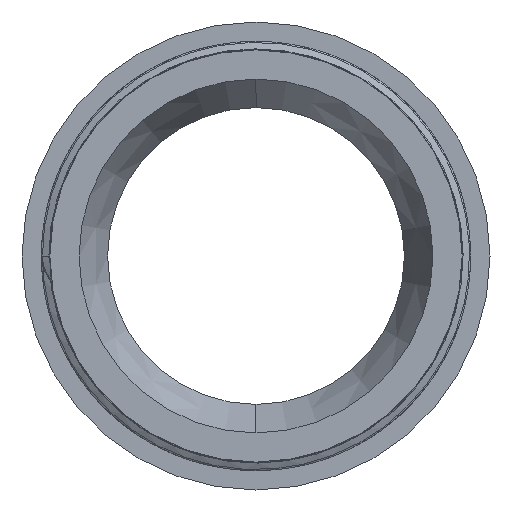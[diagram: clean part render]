
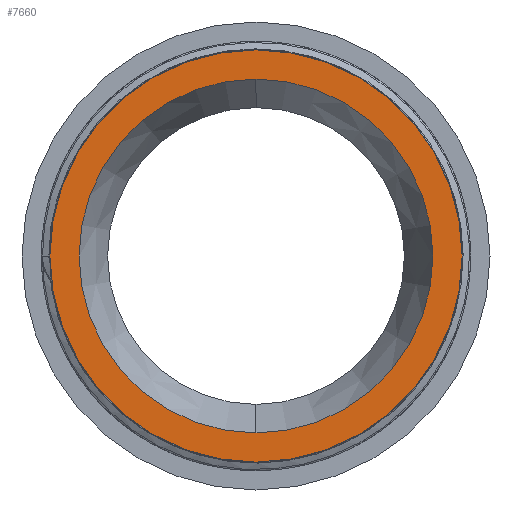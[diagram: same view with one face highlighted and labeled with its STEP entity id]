
A CAD part, left-side view. The second image highlights one B-rep face of the part: STEP entity #7660.
In plain terms, the highlighted planar face has unit normal (-1, 0, 0).
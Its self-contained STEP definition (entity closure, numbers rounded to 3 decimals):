
#312 = VERTEX_POINT ( 'NONE', #1078 ) ;
#314 = VERTEX_POINT ( 'NONE', #1080 ) ;
#316 = VERTEX_POINT ( 'NONE', #1082 ) ;
#317 = VERTEX_POINT ( 'NONE', #1083 ) ;
#789 = ORIENTED_EDGE ( 'NONE', *, *, #5474, .F. ) ;
#790 = ORIENTED_EDGE ( 'NONE', *, *, #5371, .F. ) ;
#791 = ORIENTED_EDGE ( 'NONE', *, *, #5367, .T. ) ;
#792 = ORIENTED_EDGE ( 'NONE', *, *, #7732, .T. ) ;
#1078 = CARTESIAN_POINT ( 'NONE',  ( 0., 0., -31. ) ) ;
#1080 = CARTESIAN_POINT ( 'NONE',  ( 0., 0., 31. ) ) ;
#1082 = CARTESIAN_POINT ( 'NONE',  ( 0., 0., 36.113 ) ) ;
#1083 = CARTESIAN_POINT ( 'NONE',  ( 0., 0., -36.113 ) ) ;
#2251 = CARTESIAN_POINT ( 'NONE',  ( 0., 0., 0. ) ) ;
#2253 = DIRECTION ( 'NONE',  ( -1., 0., 0. ) ) ;
#2255 = DIRECTION ( 'NONE',  ( 0., 0., 1. ) ) ;
#2822 = AXIS2_PLACEMENT_3D ( 'NONE', #7453, #7465, #7466 ) ;
#2904 = AXIS2_PLACEMENT_3D ( 'NONE', #2251, #2253, #2255 ) ;
#2905 = CIRCLE ( 'NONE', #2904, 36.113 ) ;
#2977 = CARTESIAN_POINT ( 'NONE',  ( 0., 0., 0. ) ) ;
#2978 = DIRECTION ( 'NONE',  ( -1., 0., 0. ) ) ;
#2979 = DIRECTION ( 'NONE',  ( 0., 0., 1. ) ) ;
#3538 = CIRCLE ( 'NONE', #3545, 31. ) ;
#3545 = AXIS2_PLACEMENT_3D ( 'NONE', #2977, #2978, #2979 ) ;
#4170 = EDGE_LOOP ( 'NONE', ( #789, #790 ) ) ;
#4172 = EDGE_LOOP ( 'NONE', ( #791, #792 ) ) ;
#4877 = CARTESIAN_POINT ( 'NONE',  ( 0., 0., 0. ) ) ;
#4878 = DIRECTION ( 'NONE',  ( -1., 0., 0. ) ) ;
#4879 = DIRECTION ( 'NONE',  ( 0., 0., 1. ) ) ;
#4898 = CARTESIAN_POINT ( 'NONE',  ( 0., 0., 0. ) ) ;
#4899 = DIRECTION ( 'NONE',  ( -1., 0., 0. ) ) ;
#4900 = DIRECTION ( 'NONE',  ( 0., 0., 1. ) ) ;
#5367 = EDGE_CURVE ( 'NONE', #316, #317, #5953, .T. ) ;
#5371 = EDGE_CURVE ( 'NONE', #312, #314, #5950, .T. ) ;
#5474 = EDGE_CURVE ( 'NONE', #314, #312, #3538, .T. ) ;
#5950 = CIRCLE ( 'NONE', #5958, 31. ) ;
#5953 = CIRCLE ( 'NONE', #5954, 36.113 ) ;
#5954 = AXIS2_PLACEMENT_3D ( 'NONE', #4877, #4878, #4879 ) ;
#5958 = AXIS2_PLACEMENT_3D ( 'NONE', #4898, #4899, #4900 ) ;
#7453 = CARTESIAN_POINT ( 'NONE',  ( 0., 0., -31. ) ) ;
#7461 = FACE_BOUND ( 'NONE', #4170, .T. ) ;
#7462 = FACE_OUTER_BOUND ( 'NONE', #4172, .T. ) ;
#7463 = PLANE ( 'NONE',  #2822 ) ;
#7465 = DIRECTION ( 'NONE',  ( 1., 0., 0. ) ) ;
#7466 = DIRECTION ( 'NONE',  ( 0., 0., -1. ) ) ;
#7660 = ADVANCED_FACE ( 'NONE', ( #7461, #7462 ), #7463, .F. ) ;
#7732 = EDGE_CURVE ( 'NONE', #317, #316, #2905, .T. ) ;
